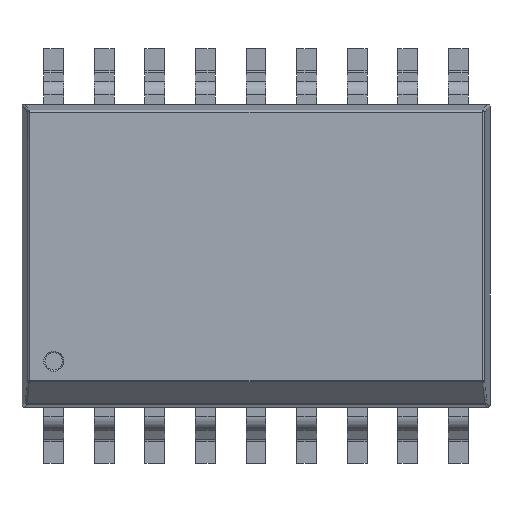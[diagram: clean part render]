
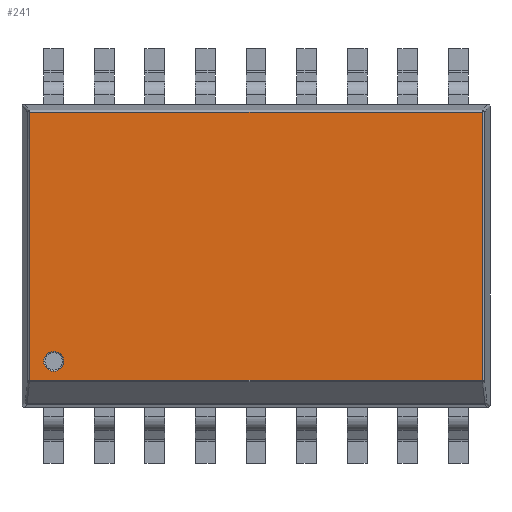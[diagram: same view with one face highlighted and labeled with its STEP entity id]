
A CAD part, top view. The second image highlights one B-rep face of the part: STEP entity #241.
In plain terms, the highlighted planar face has unit normal (0, 0, 1).
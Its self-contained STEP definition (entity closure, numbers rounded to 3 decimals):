
#241=ADVANCED_FACE('',(#3121,#3123),#3125,.T.);
#3121=FACE_BOUND('',#3122,.T.);
#3122=EDGE_LOOP('',(#5503,#5504,#5505,#5506));
#3123=FACE_BOUND('',#3124,.T.);
#3124=EDGE_LOOP('',(#5507));
#3125=PLANE('',#3126);
#3126=AXIS2_PLACEMENT_3D('',#3127,#3128,#3129);
#3127=CARTESIAN_POINT('',(0.,0.,2.65));
#3128=DIRECTION('',(0.,0.,1.));
#3129=DIRECTION('',(1.,0.,0.));
#5503=ORIENTED_EDGE('',*,*,#7159,.T.);
#5504=ORIENTED_EDGE('',*,*,#7160,.T.);
#5505=ORIENTED_EDGE('',*,*,#7161,.T.);
#5506=ORIENTED_EDGE('',*,*,#7162,.T.);
#5507=ORIENTED_EDGE('',*,*,#7163,.T.);
#7159=EDGE_CURVE('',#8059,#8060,#8061,.T.);
#7160=EDGE_CURVE('',#8060,#8062,#8063,.T.);
#7161=EDGE_CURVE('',#8062,#8064,#8065,.T.);
#7162=EDGE_CURVE('',#8064,#8059,#8066,.T.);
#7163=EDGE_CURVE('',#8067,#8067,#8068,.T.);
#8059=VERTEX_POINT('',#9820);
#8060=VERTEX_POINT('',#9821);
#8061=LINE('',#9822,#9823);
#8062=VERTEX_POINT('',#9825);
#8063=LINE('',#9826,#9827);
#8064=VERTEX_POINT('',#9829);
#8065=LINE('',#9830,#9831);
#8066=LINE('',#9833,#9834);
#8067=VERTEX_POINT('',#9836);
#8068=CIRCLE('',#9837,0.25);
#9820=CARTESIAN_POINT('',(-0.6,8.305,2.65));
#9821=CARTESIAN_POINT('',(-0.6,1.571,2.65));
#9822=CARTESIAN_POINT('',(-0.6,8.305,2.65));
#9823=VECTOR('',#9824,1.);
#9824=DIRECTION('',(0.,-1.,0.));
#9825=CARTESIAN_POINT('',(10.76,1.571,2.65));
#9826=CARTESIAN_POINT('',(-0.6,1.571,2.65));
#9827=VECTOR('',#9828,1.);
#9828=DIRECTION('',(1.,0.,0.));
#9829=CARTESIAN_POINT('',(10.76,8.305,2.65));
#9830=CARTESIAN_POINT('',(10.76,1.571,2.65));
#9831=VECTOR('',#9832,1.);
#9832=DIRECTION('',(0.,1.,0.));
#9833=CARTESIAN_POINT('',(10.76,8.305,2.65));
#9834=VECTOR('',#9835,1.);
#9835=DIRECTION('',(-1.,0.,0.));
#9836=CARTESIAN_POINT('',(0.,1.8,2.65));
#9837=AXIS2_PLACEMENT_3D('',#9838,#9839,#9840);
#9838=CARTESIAN_POINT('',(0.,2.05,2.65));
#9839=DIRECTION('',(-0.,-0.,-1.));
#9840=DIRECTION('',(0.,-1.,0.));
